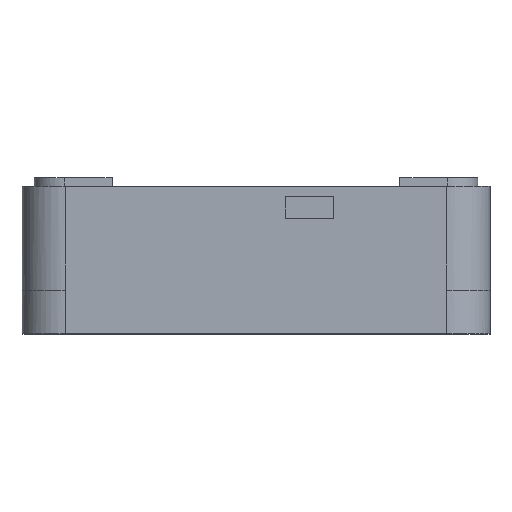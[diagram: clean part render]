
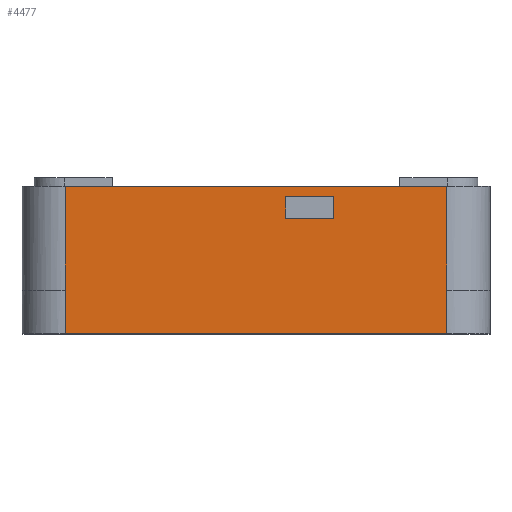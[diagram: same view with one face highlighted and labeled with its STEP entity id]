
A CAD part, top view. The second image highlights one B-rep face of the part: STEP entity #4477.
In plain terms, the highlighted planar face has unit normal (0, 0, 1).
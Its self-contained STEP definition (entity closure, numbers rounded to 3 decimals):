
#171=FACE_BOUND('',#722,.T.);
#471=FACE_OUTER_BOUND('',#721,.T.);
#721=EDGE_LOOP('',(#3232,#3233,#3234,#3235,#3236,#3237));
#722=EDGE_LOOP('',(#3238,#3239,#3240,#3241));
#984=LINE('',#5604,#1408);
#1045=LINE('',#6619,#1469);
#1068=LINE('',#6663,#1492);
#1069=LINE('',#6665,#1493);
#1070=LINE('',#6668,#1494);
#1071=LINE('',#6670,#1495);
#1072=LINE('',#6672,#1496);
#1073=LINE('',#6674,#1497);
#1074=LINE('',#6675,#1498);
#1075=LINE('',#6676,#1499);
#1408=VECTOR('',#4882,10.);
#1469=VECTOR('',#4963,10.);
#1492=VECTOR('',#4990,10.);
#1493=VECTOR('',#4993,10.);
#1494=VECTOR('',#4996,10.);
#1495=VECTOR('',#4997,10.);
#1496=VECTOR('',#4998,10.);
#1497=VECTOR('',#4999,10.);
#1498=VECTOR('',#5000,10.);
#1499=VECTOR('',#5001,10.);
#1825=VERTEX_POINT('',#5556);
#1826=VERTEX_POINT('',#5603);
#1998=VERTEX_POINT('',#6615);
#2000=VERTEX_POINT('',#6618);
#2018=VERTEX_POINT('',#6659);
#2019=VERTEX_POINT('',#6661);
#2020=VERTEX_POINT('',#6667);
#2021=VERTEX_POINT('',#6669);
#2022=VERTEX_POINT('',#6671);
#2023=VERTEX_POINT('',#6673);
#2299=EDGE_CURVE('',#1826,#1825,#984,.T.);
#2475=EDGE_CURVE('',#2000,#1998,#1045,.T.);
#2498=EDGE_CURVE('',#2019,#2018,#1068,.T.);
#2499=EDGE_CURVE('',#2019,#2000,#1069,.T.);
#2500=EDGE_CURVE('',#1826,#2020,#1070,.F.);
#2501=EDGE_CURVE('',#2021,#1825,#1071,.T.);
#2502=EDGE_CURVE('',#2021,#2022,#1072,.T.);
#2503=EDGE_CURVE('',#2023,#2022,#1073,.T.);
#2504=EDGE_CURVE('',#2020,#2023,#1074,.T.);
#2505=EDGE_CURVE('',#2018,#1998,#1075,.T.);
#3232=ORIENTED_EDGE('',*,*,#2500,.F.);
#3233=ORIENTED_EDGE('',*,*,#2299,.T.);
#3234=ORIENTED_EDGE('',*,*,#2501,.F.);
#3235=ORIENTED_EDGE('',*,*,#2502,.T.);
#3236=ORIENTED_EDGE('',*,*,#2503,.F.);
#3237=ORIENTED_EDGE('',*,*,#2504,.F.);
#3238=ORIENTED_EDGE('',*,*,#2505,.F.);
#3239=ORIENTED_EDGE('',*,*,#2498,.F.);
#3240=ORIENTED_EDGE('',*,*,#2499,.T.);
#3241=ORIENTED_EDGE('',*,*,#2475,.T.);
#4383=PLANE('',#4737);
#4477=ADVANCED_FACE('',(#471,#171),#4383,.T.);
#4737=AXIS2_PLACEMENT_3D('',#6666,#4994,#4995);
#4882=DIRECTION('',(-1.,0.,0.));
#4963=DIRECTION('',(0.,1.,0.));
#4990=DIRECTION('',(0.,1.,0.));
#4993=DIRECTION('',(-1.,0.,0.));
#4994=DIRECTION('center_axis',(0.,0.,1.));
#4995=DIRECTION('ref_axis',(1.,0.,0.));
#4996=DIRECTION('',(0.,1.,0.));
#4997=DIRECTION('',(0.,1.,0.));
#4998=DIRECTION('',(0.,-1.,0.));
#4999=DIRECTION('',(-1.,0.,0.));
#5000=DIRECTION('',(0.,-1.,0.));
#5001=DIRECTION('',(-1.,0.,0.));
#5556=CARTESIAN_POINT('',(5.005,17.005,0.));
#5603=CARTESIAN_POINT('',(49.005,17.005,0.));
#5604=CARTESIAN_POINT('',(49.005,17.005,0.));
#6615=CARTESIAN_POINT('',(30.455,15.805,0.));
#6618=CARTESIAN_POINT('',(30.455,13.305,0.));
#6619=CARTESIAN_POINT('',(30.455,13.162,0.));
#6659=CARTESIAN_POINT('',(36.005,15.805,0.));
#6661=CARTESIAN_POINT('',(36.005,13.305,0.));
#6663=CARTESIAN_POINT('',(36.005,14.427,0.));
#6665=CARTESIAN_POINT('',(45.003,13.305,0.));
#6666=CARTESIAN_POINT('Origin',(54.005,12.855,0.));
#6667=CARTESIAN_POINT('',(49.005,5.005,0.));
#6668=CARTESIAN_POINT('',(49.005,4.555,0.));
#6669=CARTESIAN_POINT('',(5.005,5.005,0.));
#6670=CARTESIAN_POINT('',(5.005,8.705,0.));
#6671=CARTESIAN_POINT('',(5.005,0.005,0.));
#6672=CARTESIAN_POINT('',(5.005,5.005,0.));
#6673=CARTESIAN_POINT('',(49.005,0.005,0.));
#6674=CARTESIAN_POINT('',(80.598,0.005,0.));
#6675=CARTESIAN_POINT('',(49.005,5.005,0.));
#6676=CARTESIAN_POINT('',(45.003,15.805,0.));
